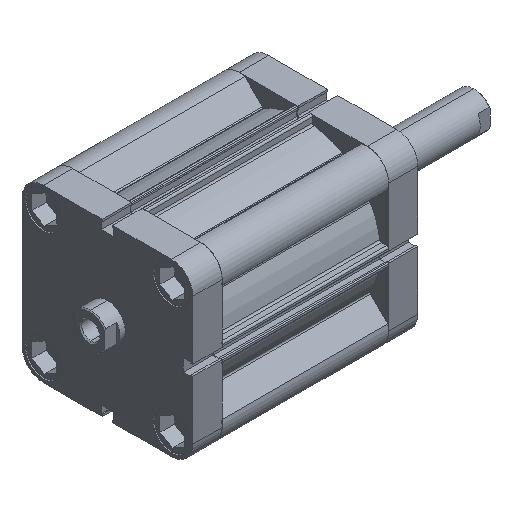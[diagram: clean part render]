
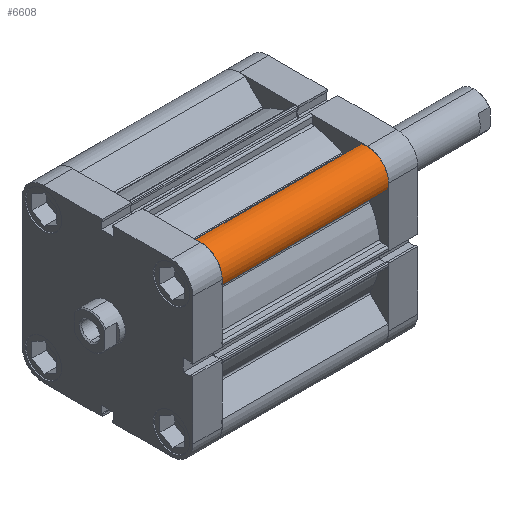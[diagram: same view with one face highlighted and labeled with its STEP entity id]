
A CAD part, isometric view. The second image highlights one B-rep face of the part: STEP entity #6608.
In plain terms, the highlighted cylindrical face has radius 12 mm (diameter 24 mm), a partial arc.
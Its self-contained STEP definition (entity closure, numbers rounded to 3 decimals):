
#341 = EDGE_LOOP ( 'NONE', ( #2632, #2631, #2630, #2629 ) ) ;
#1104 = VERTEX_POINT ( 'NONE', #1615 ) ;
#1105 = VERTEX_POINT ( 'NONE', #1616 ) ;
#1166 = VERTEX_POINT ( 'NONE', #1677 ) ;
#1194 = VERTEX_POINT ( 'NONE', #1705 ) ;
#1615 = CARTESIAN_POINT ( 'NONE',  ( 32.683, -47.533, 93.5 ) ) ;
#1616 = CARTESIAN_POINT ( 'NONE',  ( 47.533, -32.683, 93.5 ) ) ;
#1677 = CARTESIAN_POINT ( 'NONE',  ( 47.533, -32.683, 0. ) ) ;
#1705 = CARTESIAN_POINT ( 'NONE',  ( 32.683, -47.533, 0. ) ) ;
#1842 = CARTESIAN_POINT ( 'NONE',  ( 47.533, -32.683, 93.5 ) ) ;
#1850 = CARTESIAN_POINT ( 'NONE',  ( 32.683, -47.533, 93.5 ) ) ;
#1851 = DIRECTION ( 'NONE',  ( 0., 0., -1. ) ) ;
#1865 = DIRECTION ( 'NONE',  ( 0., 0., -1. ) ) ;
#2629 = ORIENTED_EDGE ( 'NONE', *, *, #3571, .T. ) ;
#2630 = ORIENTED_EDGE ( 'NONE', *, *, #8434, .F. ) ;
#2631 = ORIENTED_EDGE ( 'NONE', *, *, #3564, .F. ) ;
#2632 = ORIENTED_EDGE ( 'NONE', *, *, #8231, .T. ) ;
#3249 = LINE ( 'NONE', #1842, #3264 ) ;
#3253 = LINE ( 'NONE', #1850, #3278 ) ;
#3264 = VECTOR ( 'NONE', #1851, 1000. ) ;
#3278 = VECTOR ( 'NONE', #1865, 1000. ) ;
#3564 = EDGE_CURVE ( 'NONE', #1105, #1166, #3249, .T. ) ;
#3571 = EDGE_CURVE ( 'NONE', #1104, #1194, #3253, .T. ) ;
#4043 = AXIS2_PLACEMENT_3D ( 'NONE', #6121, #6113, #6116 ) ;
#4319 = AXIS2_PLACEMENT_3D ( 'NONE', #7205, #7213, #7215 ) ;
#4403 = AXIS2_PLACEMENT_3D ( 'NONE', #7785, #7794, #7795 ) ;
#4948 = CYLINDRICAL_SURFACE ( 'NONE', #4043, 12. ) ;
#4951 = FACE_OUTER_BOUND ( 'NONE', #341, .T. ) ;
#5427 = CIRCLE ( 'NONE', #4319, 12. ) ;
#6113 = DIRECTION ( 'NONE',  ( 0., 0., -1. ) ) ;
#6116 = DIRECTION ( 'NONE',  ( -1., 0., 0. ) ) ;
#6121 = CARTESIAN_POINT ( 'NONE',  ( 36., -36., 93.5 ) ) ;
#6608 = ADVANCED_FACE ( 'NONE', ( #4951 ), #4948, .T. ) ;
#7205 = CARTESIAN_POINT ( 'NONE',  ( 36., -36., 0. ) ) ;
#7213 = DIRECTION ( 'NONE',  ( 0., 0., 1. ) ) ;
#7215 = DIRECTION ( 'NONE',  ( -1., 0., 0. ) ) ;
#7785 = CARTESIAN_POINT ( 'NONE',  ( 36., -36., 93.5 ) ) ;
#7794 = DIRECTION ( 'NONE',  ( 0., 0., 1. ) ) ;
#7795 = DIRECTION ( 'NONE',  ( -1., 0., 0. ) ) ;
#8140 = CIRCLE ( 'NONE', #4403, 12. ) ;
#8231 = EDGE_CURVE ( 'NONE', #1194, #1166, #5427, .T. ) ;
#8434 = EDGE_CURVE ( 'NONE', #1104, #1105, #8140, .T. ) ;
